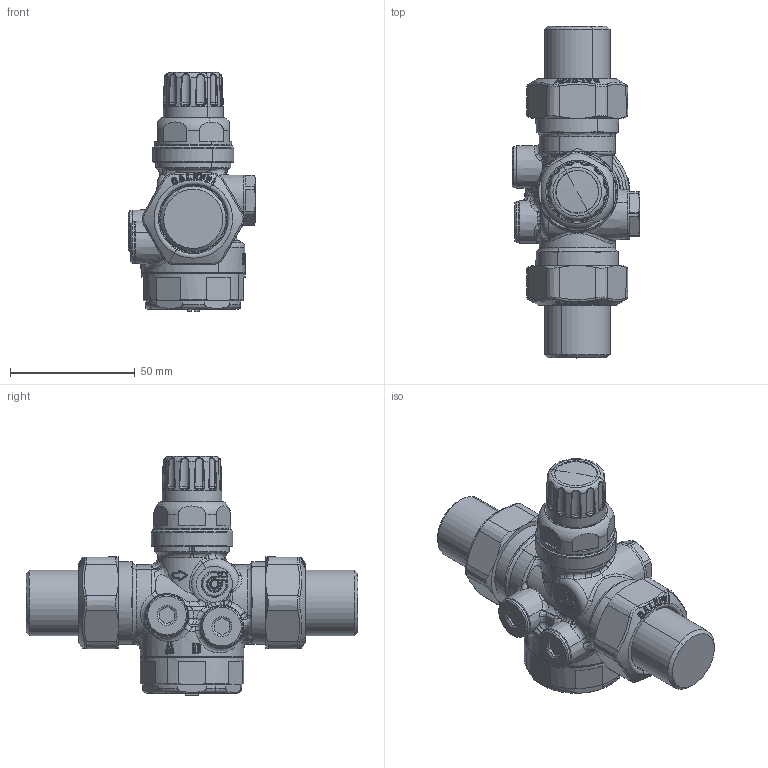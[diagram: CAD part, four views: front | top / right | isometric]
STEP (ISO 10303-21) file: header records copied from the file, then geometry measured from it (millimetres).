
FILE_DESCRIPTION(('CATIA V5 STEP Exchange','CAx-IF Rec.Pracs.--- Model Styling and Organization---1.4--- 2014-01-23','CAx-IF Rec.Pracs.---3D Tessellated Data Validation Properties---0.5---2014-09-14'),'2;1');
FILE_NAME('STEP_145550_1H2_-_TST.stp','2021-04-22T07:08:09+00:00',('none'),('none'),'CATIA Version 5-6 Release 2019 SP3','CATIA V5 STEP AP242 v1','none');
FILE_SCHEMA(('AP242_MANAGED_MODEL_BASED_3D_ENGINEERING_MIM_LF {1 0 10303 442 1 1 4}'));
Products named in the file (1): 145550 1H2 - TST
Bounding box: 51 x 133 x 95.93 mm (x, y, z)
Volume: 168302 mm3; surface area: 25995 mm2
Topology: 1 solids, 3 shells, 2397 faces, 5682 edges, 3138 vertices
Faces by surface type: bspline 1577, cylinder 255, plane 163, cone 156, sphere 146, torus 86, revolution 14
Entity records: 142205 total; most frequent: CARTESIAN_POINT 103134, ORIENTED_EDGE 10948, EDGE_CURVE 5474, B_SPLINE_CURVE_WITH_KNOTS 4191, VERTEX_POINT 3114, DIRECTION 2495, EDGE_LOOP 2430, ADVANCED_FACE 2397
